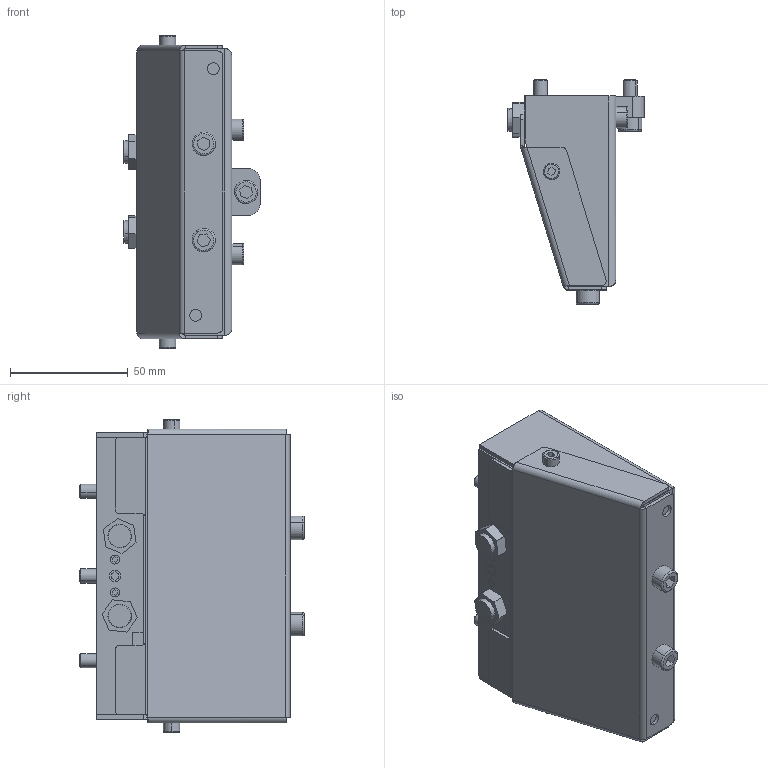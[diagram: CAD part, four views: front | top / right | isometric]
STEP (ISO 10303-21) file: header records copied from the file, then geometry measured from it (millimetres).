
FILE_DESCRIPTION (( 'STEP AP203' ), '1' );
FILE_NAME ('P6718.STEP', '2018-11-30T12:38:45', ( 'rsp' ), ( 'Hewlett-Packard Company' ), 'SwSTEP 2.0', 'SolidWorks 2017', '' );
FILE_SCHEMA (( 'CONFIG_CONTROL_DESIGN' ));
Length unit declared in the file: millimetre
Products named in the file (1): P6718
Bounding box: 58 x 95.5 x 133 mm (x, y, z)
Volume: 421550.6 mm3; surface area: 80863.5 mm2
Topology: 20 solids, 20 shells, 416 faces, 935 edges, 582 vertices
Faces by surface type: plane 209, cylinder 119, cone 42, torus 42, bspline 4
Entity records: 11740 total; most frequent: CARTESIAN_POINT 2150, DIRECTION 2087, ORIENTED_EDGE 1862, EDGE_CURVE 931, AXIS2_PLACEMENT_3D 763, VERTEX_POINT 582, LINE 561, VECTOR 561
